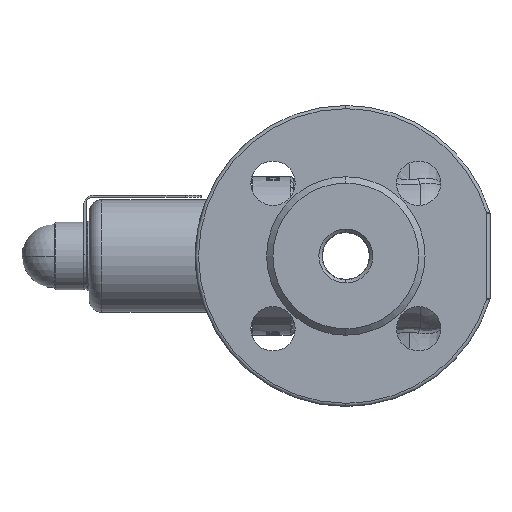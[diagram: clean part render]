
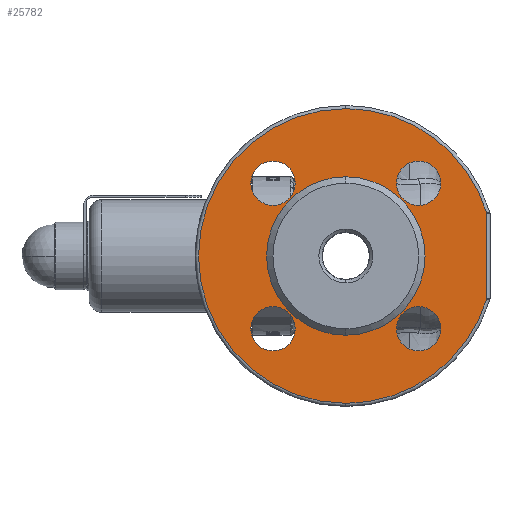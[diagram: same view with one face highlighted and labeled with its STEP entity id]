
A CAD part, left-side view. The second image highlights one B-rep face of the part: STEP entity #25782.
In plain terms, the highlighted planar face has unit normal (-1, 0, 0).
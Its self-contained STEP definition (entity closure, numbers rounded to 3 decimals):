
#30 = CARTESIAN_POINT ( 'NONE',  ( -63., -22.981, -22.981 ) ) ;
#111 = AXIS2_PLACEMENT_3D ( 'NONE', #15181, #7694, #29962 ) ;
#1250 = VERTEX_POINT ( 'NONE', #6104 ) ;
#1386 = FACE_BOUND ( 'NONE', #43203, .T. ) ;
#1412 = CARTESIAN_POINT ( 'NONE',  ( -63., 22.981, 22.981 ) ) ;
#1676 = CARTESIAN_POINT ( 'NONE',  ( -63., 22.981, 29.981 ) ) ;
#3123 = CIRCLE ( 'NONE', #111, 46.5 ) ;
#3778 = EDGE_CURVE ( 'NONE', #26079, #31412, #31306, .T. ) ;
#4352 = AXIS2_PLACEMENT_3D ( 'NONE', #39811, #27976, #9239 ) ;
#4850 = CARTESIAN_POINT ( 'NONE',  ( -63., 0., 25. ) ) ;
#5798 = CIRCLE ( 'NONE', #15411, 7. ) ;
#5851 = ORIENTED_EDGE ( 'NONE', *, *, #3778, .T. ) ;
#6104 = CARTESIAN_POINT ( 'NONE',  ( -63., -22.981, -15.981 ) ) ;
#7295 = DIRECTION ( 'NONE',  ( 1., 0., 0. ) ) ;
#7488 = DIRECTION ( 'NONE',  ( 0., 0., 1. ) ) ;
#7631 = CIRCLE ( 'NONE', #24316, 7. ) ;
#7660 = DIRECTION ( 'NONE',  ( 0., 0., -1. ) ) ;
#7694 = DIRECTION ( 'NONE',  ( -1., 0., 0. ) ) ;
#7981 = AXIS2_PLACEMENT_3D ( 'NONE', #33862, #29853, #14415 ) ;
#8533 = VERTEX_POINT ( 'NONE', #25462 ) ;
#8937 = CARTESIAN_POINT ( 'NONE',  ( -63., 22.981, -15.981 ) ) ;
#9239 = DIRECTION ( 'NONE',  ( 0., 0., -1. ) ) ;
#9946 = PLANE ( 'NONE',  #21292 ) ;
#10208 = CIRCLE ( 'NONE', #21073, 7. ) ;
#10682 = DIRECTION ( 'NONE',  ( 1., 0., 0. ) ) ;
#10814 = ORIENTED_EDGE ( 'NONE', *, *, #17342, .F. ) ;
#11066 = DIRECTION ( 'NONE',  ( -1., 0., 0. ) ) ;
#11160 = CARTESIAN_POINT ( 'NONE',  ( -63., 0., 0. ) ) ;
#11346 = CARTESIAN_POINT ( 'NONE',  ( -63., 22.981, 15.981 ) ) ;
#12418 = DIRECTION ( 'NONE',  ( 0., 0., 1. ) ) ;
#13236 = DIRECTION ( 'NONE',  ( 1., 0., 0. ) ) ;
#13401 = CARTESIAN_POINT ( 'NONE',  ( -63., 22.981, -29.981 ) ) ;
#13438 = CIRCLE ( 'NONE', #40970, 7. ) ;
#14415 = DIRECTION ( 'NONE',  ( 0., 0., 1. ) ) ;
#14520 = DIRECTION ( 'NONE',  ( 0., 0., -1. ) ) ;
#15181 = CARTESIAN_POINT ( 'NONE',  ( -63., 0., 0. ) ) ;
#15411 = AXIS2_PLACEMENT_3D ( 'NONE', #1412, #13236, #28829 ) ;
#15899 = AXIS2_PLACEMENT_3D ( 'NONE', #19447, #35021, #38824 ) ;
#16333 = EDGE_CURVE ( 'NONE', #8533, #1250, #20311, .T. ) ;
#16625 = CIRCLE ( 'NONE', #7981, 25. ) ;
#16846 = VERTEX_POINT ( 'NONE', #32579 ) ;
#16867 = EDGE_LOOP ( 'NONE', ( #10814, #42794 ) ) ;
#17303 = VECTOR ( 'NONE', #12418, 1000. ) ;
#17342 = EDGE_CURVE ( 'NONE', #16846, #21752, #44987, .T. ) ;
#17428 = CIRCLE ( 'NONE', #38576, 7. ) ;
#17630 = CARTESIAN_POINT ( 'NONE',  ( -63., 25., 0. ) ) ;
#17686 = ORIENTED_EDGE ( 'NONE', *, *, #46065, .T. ) ;
#17739 = DIRECTION ( 'NONE',  ( 1., 0., 0. ) ) ;
#18316 = AXIS2_PLACEMENT_3D ( 'NONE', #21442, #17739, #36985 ) ;
#18637 = ORIENTED_EDGE ( 'NONE', *, *, #16333, .T. ) ;
#18732 = DIRECTION ( 'NONE',  ( 0., 0., -1. ) ) ;
#19270 = ORIENTED_EDGE ( 'NONE', *, *, #20085, .T. ) ;
#19436 = EDGE_CURVE ( 'NONE', #35509, #48732, #7631, .T. ) ;
#19447 = CARTESIAN_POINT ( 'NONE',  ( -63., 0., 0. ) ) ;
#20085 = EDGE_CURVE ( 'NONE', #48732, #35509, #13438, .T. ) ;
#20311 = CIRCLE ( 'NONE', #4352, 7. ) ;
#20841 = CIRCLE ( 'NONE', #20992, 46.5 ) ;
#20868 = CARTESIAN_POINT ( 'NONE',  ( -63., 0., -46.5 ) ) ;
#20992 = AXIS2_PLACEMENT_3D ( 'NONE', #11160, #37914, #7488 ) ;
#21025 = EDGE_CURVE ( 'NONE', #33494, #47030, #31400, .T. ) ;
#21073 = AXIS2_PLACEMENT_3D ( 'NONE', #30, #41596, #18732 ) ;
#21292 = AXIS2_PLACEMENT_3D ( 'NONE', #17630, #48548, #29219 ) ;
#21442 = CARTESIAN_POINT ( 'NONE',  ( -63., 22.981, 22.981 ) ) ;
#21623 = EDGE_CURVE ( 'NONE', #43545, #26444, #3123, .T. ) ;
#21752 = VERTEX_POINT ( 'NONE', #4850 ) ;
#21939 = DIRECTION ( 'NONE',  ( 0., 0., 1. ) ) ;
#22148 = DIRECTION ( 'NONE',  ( 0., 0., -1. ) ) ;
#22262 = CARTESIAN_POINT ( 'NONE',  ( -63., 0., 0. ) ) ;
#23018 = EDGE_LOOP ( 'NONE', ( #36506, #43777 ) ) ;
#23757 = ORIENTED_EDGE ( 'NONE', *, *, #21623, .T. ) ;
#23775 = CARTESIAN_POINT ( 'NONE',  ( -63., -44.5, 0. ) ) ;
#24101 = FACE_OUTER_BOUND ( 'NONE', #37555, .T. ) ;
#24316 = AXIS2_PLACEMENT_3D ( 'NONE', #49446, #45404, #7660 ) ;
#25273 = AXIS2_PLACEMENT_3D ( 'NONE', #22262, #11066, #21939 ) ;
#25462 = CARTESIAN_POINT ( 'NONE',  ( -63., -22.981, -29.981 ) ) ;
#25782 = ADVANCED_FACE ( 'NONE', ( #1386, #35505, #36053, #43768, #30755, #24101 ), #9946, .F. ) ;
#25899 = CARTESIAN_POINT ( 'NONE',  ( -63., -22.981, 29.981 ) ) ;
#26079 = VERTEX_POINT ( 'NONE', #20868 ) ;
#26267 = VERTEX_POINT ( 'NONE', #25899 ) ;
#26328 = EDGE_CURVE ( 'NONE', #26444, #26079, #20841, .T. ) ;
#26372 = CARTESIAN_POINT ( 'NONE',  ( -63., -22.981, 22.981 ) ) ;
#26444 = VERTEX_POINT ( 'NONE', #42207 ) ;
#27976 = DIRECTION ( 'NONE',  ( 1., 0., 0. ) ) ;
#28829 = DIRECTION ( 'NONE',  ( 0., 0., -1. ) ) ;
#29219 = DIRECTION ( 'NONE',  ( 0., 0., -1. ) ) ;
#29663 = EDGE_CURVE ( 'NONE', #1250, #8533, #10208, .T. ) ;
#29853 = DIRECTION ( 'NONE',  ( -1., 0., 0. ) ) ;
#29962 = DIRECTION ( 'NONE',  ( 0., 0., 1. ) ) ;
#30178 = ORIENTED_EDGE ( 'NONE', *, *, #40611, .T. ) ;
#30250 = EDGE_CURVE ( 'NONE', #36344, #26267, #44773, .T. ) ;
#30752 = ORIENTED_EDGE ( 'NONE', *, *, #29663, .T. ) ;
#30755 = FACE_BOUND ( 'NONE', #16867, .T. ) ;
#31037 = CARTESIAN_POINT ( 'NONE',  ( -63., -22.981, 15.981 ) ) ;
#31306 = CIRCLE ( 'NONE', #25273, 46.5 ) ;
#31400 = CIRCLE ( 'NONE', #18316, 7. ) ;
#31412 = VERTEX_POINT ( 'NONE', #41860 ) ;
#31680 = EDGE_CURVE ( 'NONE', #47030, #33494, #5798, .T. ) ;
#32579 = CARTESIAN_POINT ( 'NONE',  ( -63., 0., -25. ) ) ;
#32928 = ORIENTED_EDGE ( 'NONE', *, *, #26328, .T. ) ;
#33494 = VERTEX_POINT ( 'NONE', #11346 ) ;
#33607 = CARTESIAN_POINT ( 'NONE',  ( -63., 22.981, -22.981 ) ) ;
#33862 = CARTESIAN_POINT ( 'NONE',  ( -63., 0., 0. ) ) ;
#34074 = DIRECTION ( 'NONE',  ( 1., 0., 0. ) ) ;
#34144 = EDGE_LOOP ( 'NONE', ( #30752, #18637 ) ) ;
#35021 = DIRECTION ( 'NONE',  ( -1., 0., 0. ) ) ;
#35505 = FACE_BOUND ( 'NONE', #34144, .T. ) ;
#35509 = VERTEX_POINT ( 'NONE', #13401 ) ;
#35952 = ORIENTED_EDGE ( 'NONE', *, *, #19436, .T. ) ;
#36053 = FACE_BOUND ( 'NONE', #37326, .T. ) ;
#36344 = VERTEX_POINT ( 'NONE', #31037 ) ;
#36506 = ORIENTED_EDGE ( 'NONE', *, *, #31680, .T. ) ;
#36985 = DIRECTION ( 'NONE',  ( 0., 0., -1. ) ) ;
#37326 = EDGE_LOOP ( 'NONE', ( #17686, #40862 ) ) ;
#37555 = EDGE_LOOP ( 'NONE', ( #23757, #32928, #5851, #30178 ) ) ;
#37914 = DIRECTION ( 'NONE',  ( -1., 0., 0. ) ) ;
#38219 = DIRECTION ( 'NONE',  ( 0., 0., -1. ) ) ;
#38576 = AXIS2_PLACEMENT_3D ( 'NONE', #26372, #34074, #38219 ) ;
#38824 = DIRECTION ( 'NONE',  ( 0., 0., 1. ) ) ;
#39811 = CARTESIAN_POINT ( 'NONE',  ( -63., -22.981, -22.981 ) ) ;
#40611 = EDGE_CURVE ( 'NONE', #31412, #43545, #46060, .T. ) ;
#40862 = ORIENTED_EDGE ( 'NONE', *, *, #30250, .T. ) ;
#40970 = AXIS2_PLACEMENT_3D ( 'NONE', #33607, #10682, #14520 ) ;
#41596 = DIRECTION ( 'NONE',  ( 1., 0., 0. ) ) ;
#41860 = CARTESIAN_POINT ( 'NONE',  ( -63., -44.5, -13.491 ) ) ;
#42207 = CARTESIAN_POINT ( 'NONE',  ( -63., 0., 46.5 ) ) ;
#42794 = ORIENTED_EDGE ( 'NONE', *, *, #43819, .F. ) ;
#42835 = AXIS2_PLACEMENT_3D ( 'NONE', #45021, #7295, #22148 ) ;
#43203 = EDGE_LOOP ( 'NONE', ( #19270, #35952 ) ) ;
#43477 = CARTESIAN_POINT ( 'NONE',  ( -63., -44.5, 13.491 ) ) ;
#43545 = VERTEX_POINT ( 'NONE', #43477 ) ;
#43768 = FACE_BOUND ( 'NONE', #23018, .T. ) ;
#43777 = ORIENTED_EDGE ( 'NONE', *, *, #21025, .T. ) ;
#43819 = EDGE_CURVE ( 'NONE', #21752, #16846, #16625, .T. ) ;
#44773 = CIRCLE ( 'NONE', #42835, 7. ) ;
#44987 = CIRCLE ( 'NONE', #15899, 25. ) ;
#45021 = CARTESIAN_POINT ( 'NONE',  ( -63., -22.981, 22.981 ) ) ;
#45404 = DIRECTION ( 'NONE',  ( 1., 0., 0. ) ) ;
#46060 = LINE ( 'NONE', #23775, #17303 ) ;
#46065 = EDGE_CURVE ( 'NONE', #26267, #36344, #17428, .T. ) ;
#47030 = VERTEX_POINT ( 'NONE', #1676 ) ;
#48548 = DIRECTION ( 'NONE',  ( 1., 0., 0. ) ) ;
#48732 = VERTEX_POINT ( 'NONE', #8937 ) ;
#49446 = CARTESIAN_POINT ( 'NONE',  ( -63., 22.981, -22.981 ) ) ;
